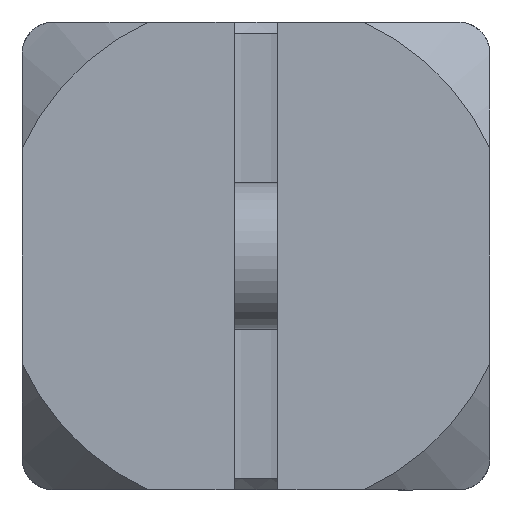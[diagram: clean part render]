
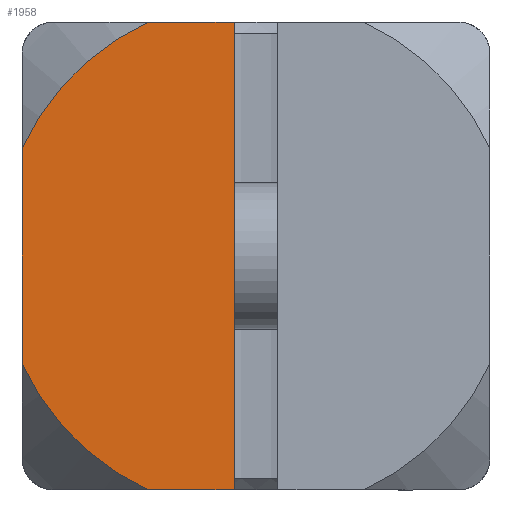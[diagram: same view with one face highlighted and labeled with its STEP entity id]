
A CAD part, left-side view. The second image highlights one B-rep face of the part: STEP entity #1958.
In plain terms, the highlighted planar face has unit normal (-1, 0, 0).
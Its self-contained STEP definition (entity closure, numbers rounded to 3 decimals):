
#136=CIRCLE('',#2148,8.8);
#137=CIRCLE('',#2150,8.8);
#252=FACE_OUTER_BOUND('',#369,.T.);
#369=EDGE_LOOP('',(#1610,#1611,#1612,#1613,#1614,#1615));
#506=LINE('',#3026,#648);
#573=LINE('',#3282,#715);
#583=LINE('',#3405,#725);
#584=LINE('',#3406,#726);
#648=VECTOR('',#2312,1000.);
#715=VECTOR('',#2553,1000.);
#725=VECTOR('',#2601,1000.);
#726=VECTOR('',#2602,1000.);
#824=VERTEX_POINT('',#3021);
#825=VERTEX_POINT('',#3025);
#911=VERTEX_POINT('',#3279);
#912=VERTEX_POINT('',#3281);
#925=VERTEX_POINT('',#3359);
#929=VERTEX_POINT('',#3404);
#1033=EDGE_CURVE('',#825,#824,#506,.T.);
#1154=EDGE_CURVE('',#912,#911,#573,.T.);
#1177=EDGE_CURVE('',#912,#824,#136,.T.);
#1180=EDGE_CURVE('',#825,#925,#137,.T.);
#1186=EDGE_CURVE('',#929,#911,#583,.T.);
#1187=EDGE_CURVE('',#925,#929,#584,.T.);
#1610=ORIENTED_EDGE('',*,*,#1186,.F.);
#1611=ORIENTED_EDGE('',*,*,#1187,.F.);
#1612=ORIENTED_EDGE('',*,*,#1180,.F.);
#1613=ORIENTED_EDGE('',*,*,#1033,.T.);
#1614=ORIENTED_EDGE('',*,*,#1177,.F.);
#1615=ORIENTED_EDGE('',*,*,#1154,.T.);
#1885=PLANE('',#2154);
#1958=ADVANCED_FACE('',(#252),#1885,.F.);
#2148=AXIS2_PLACEMENT_3D('',#3357,#2585,#2586);
#2150=AXIS2_PLACEMENT_3D('',#3378,#2589,#2590);
#2154=AXIS2_PLACEMENT_3D('',#3403,#2599,#2600);
#2312=DIRECTION('',(0.,0.,-1.));
#2553=DIRECTION('',(0.,-1.,0.));
#2585=DIRECTION('center_axis',(1.,0.,0.));
#2586=DIRECTION('ref_axis',(0.,0.,-1.));
#2589=DIRECTION('center_axis',(1.,0.,0.));
#2590=DIRECTION('ref_axis',(0.,0.,-1.));
#2599=DIRECTION('center_axis',(1.,0.,0.));
#2600=DIRECTION('ref_axis',(0.,0.,-1.));
#2601=DIRECTION('',(0.,0.,-1.));
#2602=DIRECTION('',(0.,-1.,0.));
#3021=CARTESIAN_POINT('',(-17.,8.,-3.666));
#3025=CARTESIAN_POINT('',(-17.,8.,3.666));
#3026=CARTESIAN_POINT('',(-17.,8.,8.));
#3279=CARTESIAN_POINT('',(-17.,0.75,-8.));
#3281=CARTESIAN_POINT('',(-17.,3.666,-8.));
#3282=CARTESIAN_POINT('',(-17.,8.,-8.));
#3357=CARTESIAN_POINT('Origin',(-17.,0.,0.));
#3359=CARTESIAN_POINT('',(-17.,3.666,8.));
#3378=CARTESIAN_POINT('Origin',(-17.,0.,0.));
#3403=CARTESIAN_POINT('Origin',(-17.,8.,8.));
#3404=CARTESIAN_POINT('',(-17.,0.75,8.));
#3405=CARTESIAN_POINT('',(-17.,0.75,8.));
#3406=CARTESIAN_POINT('',(-17.,8.,8.));
